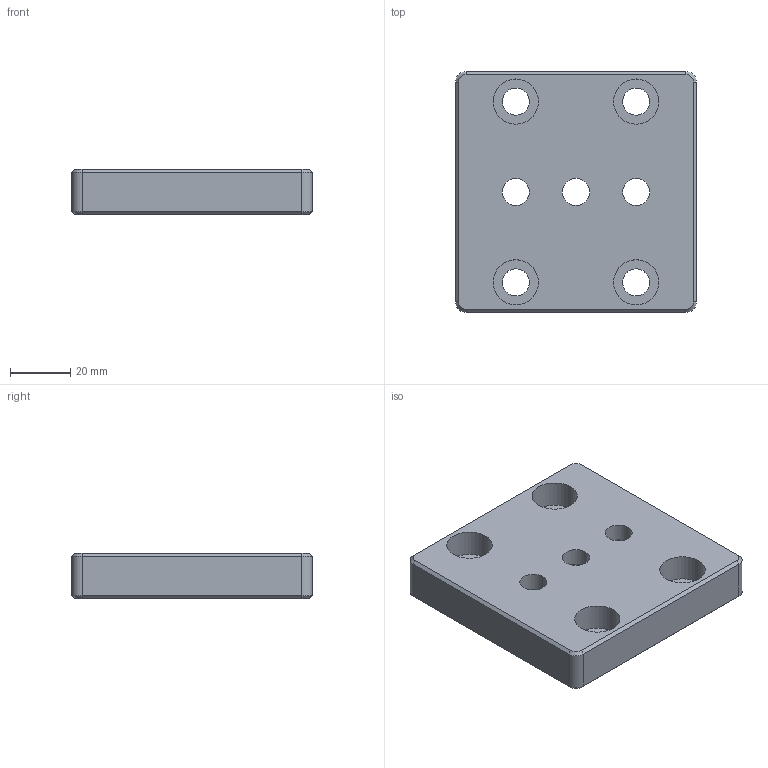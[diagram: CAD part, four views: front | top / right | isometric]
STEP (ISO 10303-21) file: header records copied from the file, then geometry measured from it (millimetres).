
FILE_DESCRIPTION(/* description */ ('Verbindungsplatte 80 x 80'),/* implementation_level */ '2;1');
FILE_NAME(/* name */ 'SV5002N.stp',/* time_stamp */ '2015-11-28T10:41:11+01:00',/* author */ ('marina kaa'),/* organization */ (''),/* preprocessor_version */ 'ST-DEVELOPER v15.6',/* originating_system */ 'Autodesk Inventor 2015',/* authorisation */ '');
FILE_SCHEMA (('AUTOMOTIVE_DESIGN { 1 0 10303 214 3 1 1 }'));
Length unit declared in the file: millimetre
Products named in the file (1): SV5002N
Bounding box: 80 x 80 x 15 mm (x, y, z)
Volume: 81725.4 mm3; surface area: 20384.1 mm2
Topology: 1 solids, 1 shells, 47 faces, 98 edges, 60 vertices
Faces by surface type: plane 21, cylinder 18, cone 8
Full cylindrical faces by diameter (mm): 9 x7, 15 x7
Entity records: 1230 total; most frequent: DIRECTION 224, CARTESIAN_POINT 192, ORIENTED_EDGE 168, AXIS2_PLACEMENT_3D 92, EDGE_CURVE 84, EDGE_LOOP 82, VERTEX_POINT 60, FACE_OUTER_BOUND 47
